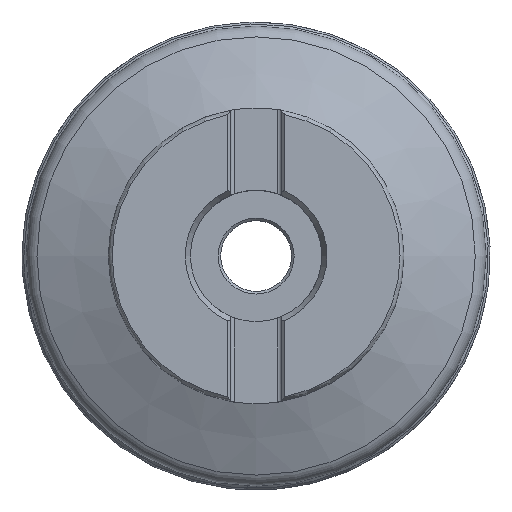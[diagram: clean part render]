
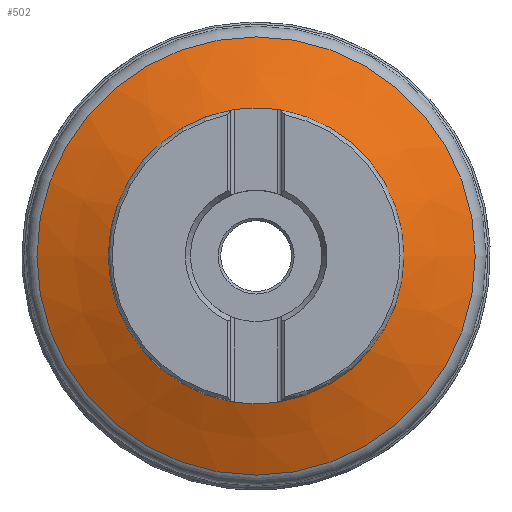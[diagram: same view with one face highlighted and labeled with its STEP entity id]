
A CAD part, top view. The second image highlights one B-rep face of the part: STEP entity #502.
In plain terms, the highlighted conical face has half-angle 66.477 degrees and reference radius 42.456 mm.
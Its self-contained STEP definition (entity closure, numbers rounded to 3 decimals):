
#153=CONICAL_SURFACE('',#1587,42.456,66.477);
#412=CIRCLE('',#1555,28.257);
#429=CIRCLE('',#1586,42.353);
#502=ADVANCED_FACE('',(#574,#575),#153,.T.);
#574=FACE_BOUND('',#700,.T.);
#575=FACE_BOUND('',#701,.T.);
#700=EDGE_LOOP('',(#994));
#701=EDGE_LOOP('',(#995));
#994=ORIENTED_EDGE('',*,*,#1396,.T.);
#995=ORIENTED_EDGE('',*,*,#1343,.T.);
#1191=VERTEX_POINT('',#4247);
#1236=VERTEX_POINT('',#4544);
#1343=EDGE_CURVE('',#1191,#1191,#412,.T.);
#1396=EDGE_CURVE('',#1236,#1236,#429,.T.);
#1555=AXIS2_PLACEMENT_3D('',#4246,#1759,#1760);
#1586=AXIS2_PLACEMENT_3D('',#4543,#1833,#1834);
#1587=AXIS2_PLACEMENT_3D('',#4545,#1835,#1836);
#1759=DIRECTION('',(0.,0.,-1.));
#1760=DIRECTION('',(-1.,0.,0.));
#1833=DIRECTION('',(0.,0.,1.));
#1834=DIRECTION('',(1.,0.,0.));
#1835=DIRECTION('',(0.,0.,-1.));
#1836=DIRECTION('',(-1.,0.,0.));
#4246=CARTESIAN_POINT('',(0.,0.,27.281));
#4247=CARTESIAN_POINT('',(-28.257,0.,27.281));
#4543=CARTESIAN_POINT('',(0.,0.,21.145));
#4544=CARTESIAN_POINT('',(42.353,0.,21.145));
#4545=CARTESIAN_POINT('',(0.,0.,21.1));
